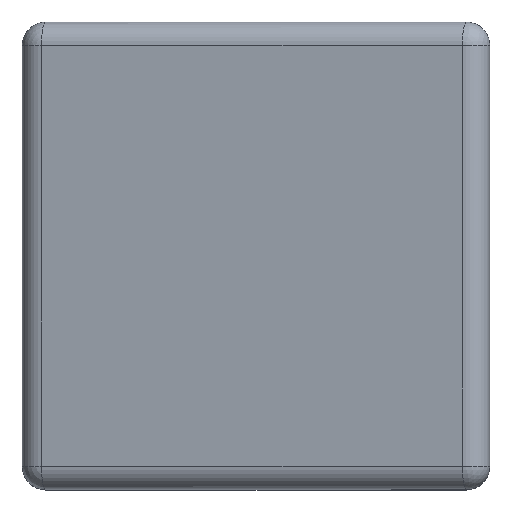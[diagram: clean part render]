
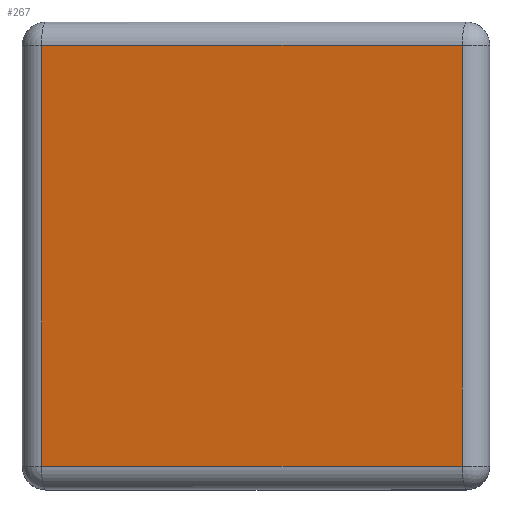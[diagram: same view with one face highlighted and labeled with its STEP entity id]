
A CAD part, top view. The second image highlights one B-rep face of the part: STEP entity #267.
In plain terms, the highlighted planar face has unit normal (-0.174, 0, 0.985).
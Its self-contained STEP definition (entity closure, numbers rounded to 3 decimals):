
#17=PLANE('',#315);
#27=LINE('',#450,#47);
#31=LINE('',#466,#51);
#33=LINE('',#469,#53);
#35=LINE('',#472,#55);
#47=VECTOR('',#365,10.);
#51=VECTOR('',#383,10.);
#53=VECTOR('',#387,10.);
#55=VECTOR('',#391,10.);
#83=FACE_OUTER_BOUND('',#101,.T.);
#101=EDGE_LOOP('',(#229,#230,#231,#232));
#122=VERTEX_POINT('',#412);
#127=VERTEX_POINT('',#425);
#132=VERTEX_POINT('',#438);
#137=VERTEX_POINT('',#454);
#159=EDGE_CURVE('',#122,#132,#27,.T.);
#167=EDGE_CURVE('',#132,#137,#31,.T.);
#169=EDGE_CURVE('',#137,#127,#33,.T.);
#171=EDGE_CURVE('',#127,#122,#35,.T.);
#229=ORIENTED_EDGE('',*,*,#159,.F.);
#230=ORIENTED_EDGE('',*,*,#171,.F.);
#231=ORIENTED_EDGE('',*,*,#169,.F.);
#232=ORIENTED_EDGE('',*,*,#167,.F.);
#267=ADVANCED_FACE('',(#83),#17,.T.);
#315=AXIS2_PLACEMENT_3D('',#478,#399,#400);
#365=DIRECTION('',(0.,-1.,0.));
#383=DIRECTION('',(-0.985,0.,-0.174));
#387=DIRECTION('',(0.,1.,0.));
#391=DIRECTION('',(0.985,0.,0.174));
#399=DIRECTION('center_axis',(-0.174,0.,0.985));
#400=DIRECTION('ref_axis',(0.985,0.,0.174));
#412=CARTESIAN_POINT('',(18.826,19.,11.556));
#425=CARTESIAN_POINT('',(0.826,19.,8.382));
#438=CARTESIAN_POINT('',(18.826,1.,11.556));
#450=CARTESIAN_POINT('',(18.826,5.,11.556));
#454=CARTESIAN_POINT('',(0.826,1.,8.382));
#466=CARTESIAN_POINT('',(4.296,1.,8.994));
#469=CARTESIAN_POINT('',(0.826,15.,8.382));
#472=CARTESIAN_POINT('',(13.994,19.,10.704));
#478=CARTESIAN_POINT('Origin',(10.,10.,10.));
